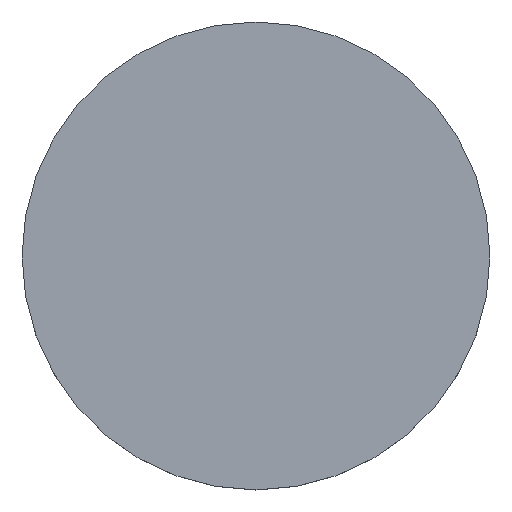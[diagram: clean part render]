
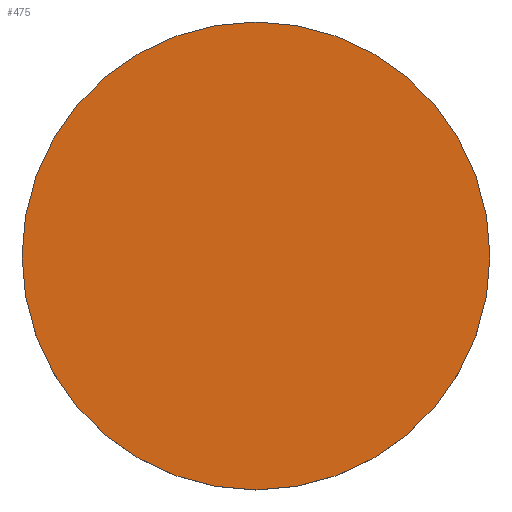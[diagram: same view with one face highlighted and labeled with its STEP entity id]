
A CAD part, top view. The second image highlights one B-rep face of the part: STEP entity #475.
In plain terms, the highlighted planar face has unit normal (0, 0, 1).
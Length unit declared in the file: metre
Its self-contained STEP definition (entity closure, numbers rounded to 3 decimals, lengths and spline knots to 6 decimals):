
#29=CIRCLE('',#526,0.175);
#75=ORIENTED_EDGE('',*,*,#201,.T.);
#201=EDGE_CURVE('',#263,#263,#29,.T.);
#263=VERTEX_POINT('',#774);
#382=EDGE_LOOP('',(#75));
#419=FACE_BOUND('',#382,.T.);
#450=PLANE('',#528);
#475=ADVANCED_FACE('',(#419),#450,.T.);
#526=AXIS2_PLACEMENT_3D('',#773,#613,#614);
#528=AXIS2_PLACEMENT_3D('',#777,#617,#618);
#613=DIRECTION('',(0.,0.,1.));
#614=DIRECTION('',(1.,0.,0.));
#617=DIRECTION('',(0.,0.,1.));
#618=DIRECTION('',(1.,0.,0.));
#773=CARTESIAN_POINT('',(0.,0.,0.017));
#774=CARTESIAN_POINT('',(0.175,0.,0.017));
#777=CARTESIAN_POINT('',(0.,0.,0.017));
